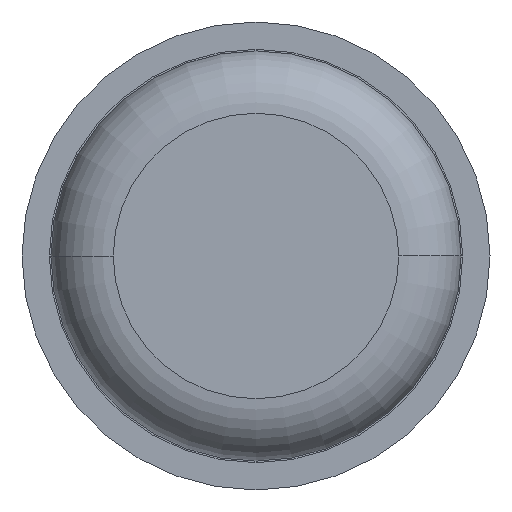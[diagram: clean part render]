
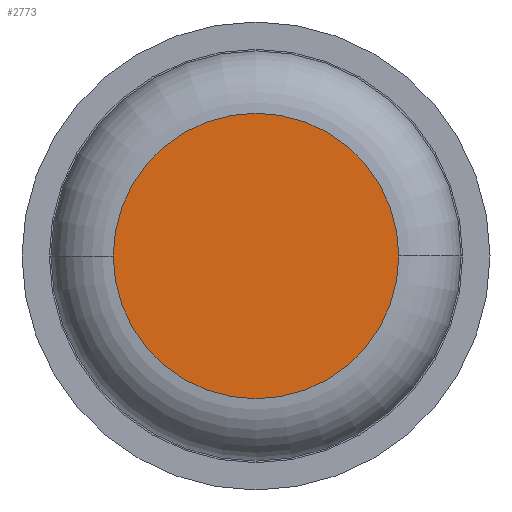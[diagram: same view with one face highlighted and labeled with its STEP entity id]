
A CAD part, front view. The second image highlights one B-rep face of the part: STEP entity #2773.
In plain terms, the highlighted planar face has unit normal (0, -1, 0).
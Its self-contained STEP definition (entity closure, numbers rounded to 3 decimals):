
#99 = EDGE_LOOP ( 'NONE', ( #330, #3032 ) ) ;
#266 = DIRECTION ( 'NONE',  ( 0., -1., 0. ) ) ;
#330 = ORIENTED_EDGE ( 'NONE', *, *, #1337, .T. ) ;
#364 = VERTEX_POINT ( 'NONE', #3202 ) ;
#371 = AXIS2_PLACEMENT_3D ( 'NONE', #1878, #266, #1310 ) ;
#492 = VERTEX_POINT ( 'NONE', #3028 ) ;
#503 = PLANE ( 'NONE',  #1644 ) ;
#522 = DIRECTION ( 'NONE',  ( -1., 0., 0. ) ) ;
#534 = FACE_OUTER_BOUND ( 'NONE', #99, .T. ) ;
#774 = CARTESIAN_POINT ( 'NONE',  ( 0., 0., 0. ) ) ;
#796 = CIRCLE ( 'NONE', #1640, 0.915 ) ;
#1310 = DIRECTION ( 'NONE',  ( -1., 0., 0. ) ) ;
#1337 = EDGE_CURVE ( 'Defeature ausgef�hrt1_6+Defeature ausgef�hrt1_7+Defeature ausgef�hrt1_7+Defeature ausgef�hrt1_7', #492, #364, #1448, .T. ) ;
#1448 = CIRCLE ( 'NONE', #371, 0.915 ) ;
#1620 = DIRECTION ( 'NONE',  ( 0., 1., 0. ) ) ;
#1640 = AXIS2_PLACEMENT_3D ( 'NONE', #3115, #2345, #2850 ) ;
#1644 = AXIS2_PLACEMENT_3D ( 'NONE', #774, #1620, #522 ) ;
#1650 = EDGE_CURVE ( 'Defeature ausgef�hrt1_6+Defeature ausgef�hrt1_7+Defeature ausgef�hrt1_7+Defeature ausgef�hrt1_7', #364, #492, #796, .T. ) ;
#1878 = CARTESIAN_POINT ( 'NONE',  ( 0., 0., 0. ) ) ;
#2345 = DIRECTION ( 'NONE',  ( 0., -1., 0. ) ) ;
#2773 = ADVANCED_FACE ( 'Defeature ausgef�hrt1_6', ( #534 ), #503, .F. ) ;
#2850 = DIRECTION ( 'NONE',  ( -1., 0., 0. ) ) ;
#3028 = CARTESIAN_POINT ( 'NONE',  ( -0.915, 0., 0. ) ) ;
#3032 = ORIENTED_EDGE ( 'NONE', *, *, #1650, .T. ) ;
#3115 = CARTESIAN_POINT ( 'NONE',  ( 0., 0., 0. ) ) ;
#3202 = CARTESIAN_POINT ( 'NONE',  ( 0.915, 0., 0. ) ) ;
